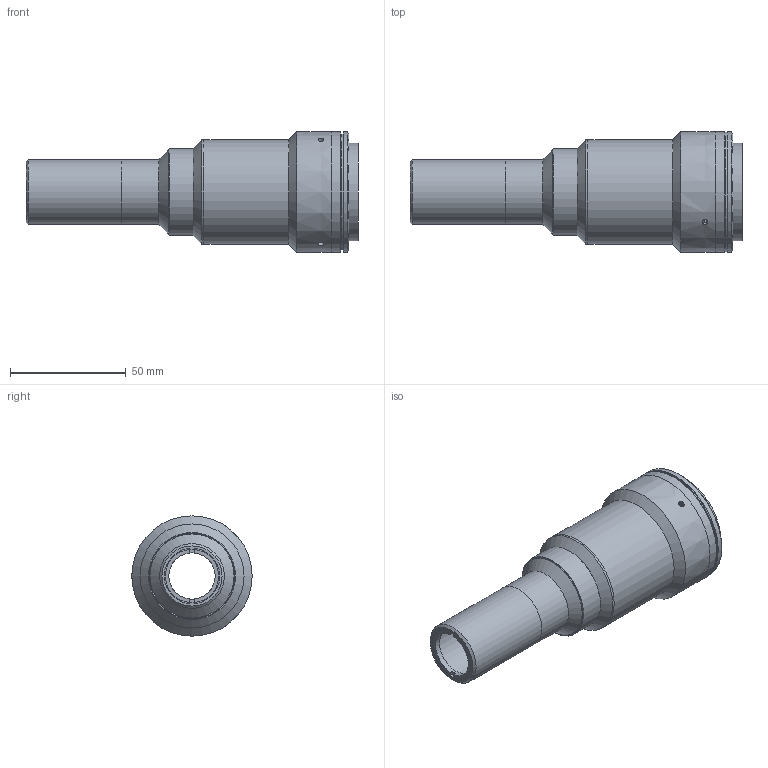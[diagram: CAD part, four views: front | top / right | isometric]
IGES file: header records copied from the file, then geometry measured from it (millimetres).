
Start section: SolidWorks IGES file using analytic representation for surfaces
Global section: file name: DP31984-A_TC4MHRP007-J.igs; native system: SolidWorks 2021; preprocessor: SolidWorks 2021; author: lrizzotto; date: 220613.091708; units: millimetre
Bounding box: 143.57 x 52 x 52 mm (x, y, z)
Surface area: 32348.8 mm2 (no closed solid volume)
Topology: 0 solids, 0 shells, 71 faces, 414 edges, 386 vertices
Faces by surface type: bspline 39, revolution 32
